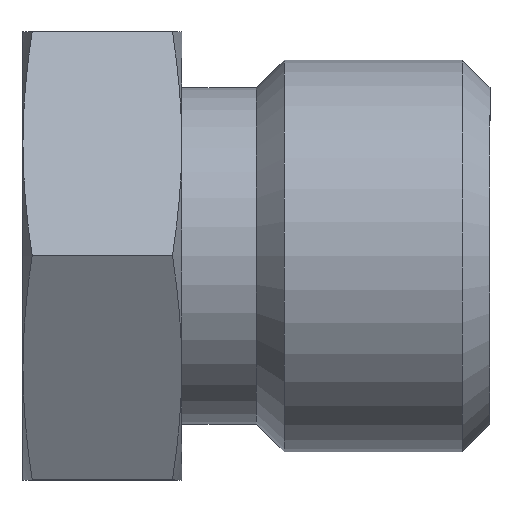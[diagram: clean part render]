
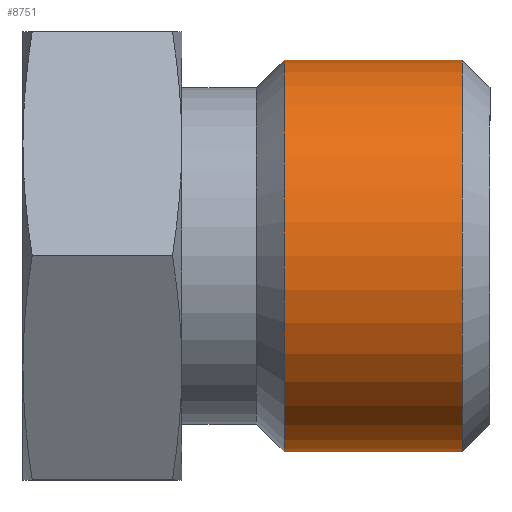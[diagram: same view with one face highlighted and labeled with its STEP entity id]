
A CAD part, top view. The second image highlights one B-rep face of the part: STEP entity #8751.
In plain terms, the highlighted cylindrical face has radius 10.477 mm (diameter 20.955 mm), a partial arc.
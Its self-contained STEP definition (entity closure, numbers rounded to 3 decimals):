
#195 = AXIS2_PLACEMENT_3D ( 'NONE', #9520, #493, #7555 ) ;
#309 = DIRECTION ( 'NONE',  ( 0., -1., 0. ) ) ;
#434 = EDGE_LOOP ( 'NONE', ( #1204, #10761, #3457, #12946 ) ) ;
#452 = VERTEX_POINT ( 'NONE', #12117 ) ;
#493 = DIRECTION ( 'NONE',  ( 1., 0., 0. ) ) ;
#564 = CARTESIAN_POINT ( 'NONE',  ( 13.977, -10.478, 0. ) ) ;
#1204 = ORIENTED_EDGE ( 'NONE', *, *, #11508, .F. ) ;
#1310 = DIRECTION ( 'NONE',  ( 1., 0., 0. ) ) ;
#1675 = LINE ( 'NONE', #5829, #1958 ) ;
#1835 = EDGE_CURVE ( 'NONE', #11378, #4714, #5245, .T. ) ;
#1958 = VECTOR ( 'NONE', #4734, 1000. ) ;
#2372 = CARTESIAN_POINT ( 'NONE',  ( 23.523, 0., 0. ) ) ;
#2837 = CARTESIAN_POINT ( 'NONE',  ( 8.5, 10.477, 0. ) ) ;
#3457 = ORIENTED_EDGE ( 'NONE', *, *, #11532, .T. ) ;
#3895 = VERTEX_POINT ( 'NONE', #8939 ) ;
#4714 = VERTEX_POINT ( 'NONE', #11966 ) ;
#4734 = DIRECTION ( 'NONE',  ( 1., 0., 0. ) ) ;
#5245 = CIRCLE ( 'NONE', #7644, 10.477 ) ;
#5829 = CARTESIAN_POINT ( 'NONE',  ( 8.5, -10.478, 0. ) ) ;
#6246 = CYLINDRICAL_SURFACE ( 'NONE', #195, 10.477 ) ;
#6858 = VECTOR ( 'NONE', #12897, 1000. ) ;
#7033 = DIRECTION ( 'NONE',  ( -1., 0., 0. ) ) ;
#7122 = CARTESIAN_POINT ( 'NONE',  ( 13.977, 0., 0. ) ) ;
#7232 = FACE_OUTER_BOUND ( 'NONE', #434, .T. ) ;
#7360 = LINE ( 'NONE', #2837, #6858 ) ;
#7555 = DIRECTION ( 'NONE',  ( 0., -1., 0. ) ) ;
#7644 = AXIS2_PLACEMENT_3D ( 'NONE', #7122, #7033, #9148 ) ;
#7926 = EDGE_CURVE ( 'NONE', #3895, #452, #11145, .T. ) ;
#8751 = ADVANCED_FACE ( 'NONE', ( #7232 ), #6246, .T. ) ;
#8939 = CARTESIAN_POINT ( 'NONE',  ( 23.523, 10.477, 0. ) ) ;
#9148 = DIRECTION ( 'NONE',  ( 0., -1., 0. ) ) ;
#9520 = CARTESIAN_POINT ( 'NONE',  ( 8.5, 0., 0. ) ) ;
#10761 = ORIENTED_EDGE ( 'NONE', *, *, #1835, .F. ) ;
#10862 = AXIS2_PLACEMENT_3D ( 'NONE', #2372, #1310, #309 ) ;
#11145 = CIRCLE ( 'NONE', #10862, 10.477 ) ;
#11378 = VERTEX_POINT ( 'NONE', #564 ) ;
#11508 = EDGE_CURVE ( 'NONE', #4714, #3895, #7360, .T. ) ;
#11532 = EDGE_CURVE ( 'NONE', #11378, #452, #1675, .T. ) ;
#11966 = CARTESIAN_POINT ( 'NONE',  ( 13.978, 10.478, 0. ) ) ;
#12117 = CARTESIAN_POINT ( 'NONE',  ( 23.522, -10.478, 0. ) ) ;
#12897 = DIRECTION ( 'NONE',  ( 1., 0., 0. ) ) ;
#12946 = ORIENTED_EDGE ( 'NONE', *, *, #7926, .F. ) ;
